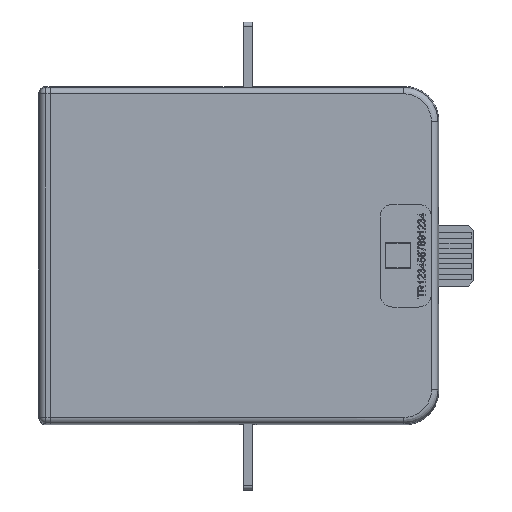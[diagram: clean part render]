
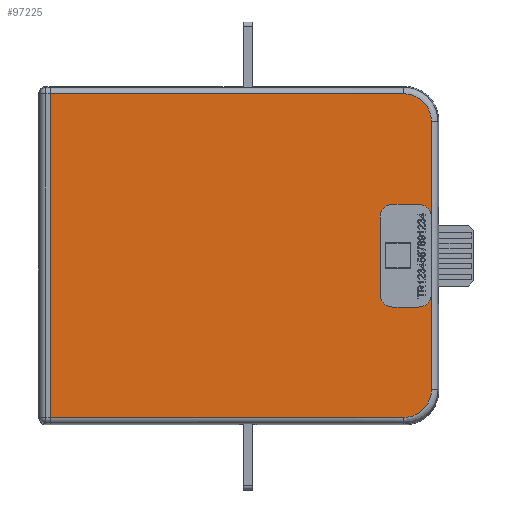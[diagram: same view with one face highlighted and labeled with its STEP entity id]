
A CAD part, top view. The second image highlights one B-rep face of the part: STEP entity #97225.
In plain terms, the highlighted face is planar.
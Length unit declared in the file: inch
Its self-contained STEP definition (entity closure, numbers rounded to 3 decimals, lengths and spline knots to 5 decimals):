
#7911 = EDGE_CURVE ( 'NONE', #10994, #45463, #15715, .T. ) ;
#8116 = DIRECTION ( 'NONE',  ( 0., 0., -1. ) ) ;
#8893 = CARTESIAN_POINT ( 'NONE',  ( 0., 1.57396, 1.56913 ) ) ;
#9866 = LINE ( 'NONE', #17813, #97827 ) ;
#9967 = CARTESIAN_POINT ( 'NONE',  ( 0., -1.57396, -1.86636 ) ) ;
#10066 =( BOUNDED_CURVE ( )  B_SPLINE_CURVE ( 3, ( #95009, #74002, #20079, #73006 ),
 .UNSPECIFIED., .F., .F. ) 
 B_SPLINE_CURVE_WITH_KNOTS ( ( 4, 4 ),
 ( 2.3568, 3.92638 ),
 .UNSPECIFIED. ) 
 CURVE ( )  GEOMETRIC_REPRESENTATION_ITEM ( )  RATIONAL_B_SPLINE_CURVE ( ( 1., 0.805, 0.805, 1. ) ) 
 REPRESENTATION_ITEM ( '' )  );
#10994 = VERTEX_POINT ( 'NONE', #51311 ) ;
#13243 = FACE_OUTER_BOUND ( 'NONE', #98667, .T. ) ;
#13711 = LINE ( 'NONE', #21643, #56690 ) ;
#15715 = LINE ( 'NONE', #32174, #54802 ) ;
#15941 = CARTESIAN_POINT ( 'NONE',  ( 0., -1.46223, 1.83896 ) ) ;
#16063 = PLANE ( 'NONE',  #23785 ) ;
#17813 = CARTESIAN_POINT ( 'NONE',  ( 0., 1.57396, 1.91 ) ) ;
#19515 = ORIENTED_EDGE ( 'NONE', *, *, #69932, .T. ) ;
#20079 = CARTESIAN_POINT ( 'NONE',  ( 0., 1.46223, 1.83896 ) ) ;
#21643 = CARTESIAN_POINT ( 'NONE',  ( 0., -1.57396, 1.91 ) ) ;
#22728 = VERTEX_POINT ( 'NONE', #67692 ) ;
#23785 = AXIS2_PLACEMENT_3D ( 'NONE', #43680, #74130, #8116 ) ;
#24522 = DIRECTION ( 'NONE',  ( 0., 1., 0. ) ) ;
#26671 = VECTOR ( 'NONE', #24522, 39.37008 ) ;
#29621 = ORIENTED_EDGE ( 'NONE', *, *, #82854, .T. ) ;
#32174 = CARTESIAN_POINT ( 'NONE',  ( 0., 1.645, -1.86636 ) ) ;
#32521 =( BOUNDED_CURVE ( )  B_SPLINE_CURVE ( 3, ( #47377, #15941, #77337, #71303 ),
 .UNSPECIFIED., .F., .F. ) 
 B_SPLINE_CURVE_WITH_KNOTS ( ( 4, 4 ),
 ( 2.3568, 3.92638 ),
 .UNSPECIFIED. ) 
 CURVE ( )  GEOMETRIC_REPRESENTATION_ITEM ( )  RATIONAL_B_SPLINE_CURVE ( ( 1., 0.805, 0.805, 1. ) ) 
 REPRESENTATION_ITEM ( '' )  );
#38143 = DIRECTION ( 'NONE',  ( 0., 0., 1. ) ) ;
#39026 = CARTESIAN_POINT ( 'NONE',  ( 0., 1.645, 1.83896 ) ) ;
#43680 = CARTESIAN_POINT ( 'NONE',  ( 0., 1.645, 1.91 ) ) ;
#45463 = VERTEX_POINT ( 'NONE', #9967 ) ;
#46558 = VERTEX_POINT ( 'NONE', #8893 ) ;
#47377 = CARTESIAN_POINT ( 'NONE',  ( 0., -1.30413, 1.83896 ) ) ;
#51311 = CARTESIAN_POINT ( 'NONE',  ( 0., 1.57396, -1.86636 ) ) ;
#54802 = VECTOR ( 'NONE', #76616, 39.37008 ) ;
#56690 = VECTOR ( 'NONE', #38143, 39.37008 ) ;
#56821 = EDGE_CURVE ( 'NONE', #46558, #71334, #10066, .T. ) ;
#57048 = EDGE_CURVE ( 'NONE', #22728, #71334, #85949, .T. ) ;
#63239 = DIRECTION ( 'NONE',  ( 0., 0., -1. ) ) ;
#64270 = CARTESIAN_POINT ( 'NONE',  ( 0., -1.57396, 1.56913 ) ) ;
#67446 = CARTESIAN_POINT ( 'NONE',  ( 0., 1.30413, 1.83896 ) ) ;
#67692 = CARTESIAN_POINT ( 'NONE',  ( 0., -1.30413, 1.83896 ) ) ;
#68078 = ORIENTED_EDGE ( 'NONE', *, *, #56821, .F. ) ;
#69932 = EDGE_CURVE ( 'NONE', #46558, #10994, #9866, .T. ) ;
#71303 = CARTESIAN_POINT ( 'NONE',  ( 0., -1.57396, 1.56913 ) ) ;
#71334 = VERTEX_POINT ( 'NONE', #67446 ) ;
#73006 = CARTESIAN_POINT ( 'NONE',  ( 0., 1.30413, 1.83896 ) ) ;
#74002 = CARTESIAN_POINT ( 'NONE',  ( 0., 1.57396, 1.72723 ) ) ;
#74130 = DIRECTION ( 'NONE',  ( 1., 0., 0. ) ) ;
#76148 = ORIENTED_EDGE ( 'NONE', *, *, #96747, .F. ) ;
#76616 = DIRECTION ( 'NONE',  ( 0., -1., 0. ) ) ;
#77337 = CARTESIAN_POINT ( 'NONE',  ( 0., -1.57396, 1.72723 ) ) ;
#82854 = EDGE_CURVE ( 'NONE', #45463, #84175, #13711, .T. ) ;
#84175 = VERTEX_POINT ( 'NONE', #64270 ) ;
#85949 = LINE ( 'NONE', #39026, #26671 ) ;
#95009 = CARTESIAN_POINT ( 'NONE',  ( 0., 1.57396, 1.56913 ) ) ;
#95518 = ORIENTED_EDGE ( 'NONE', *, *, #7911, .T. ) ;
#96747 = EDGE_CURVE ( 'NONE', #22728, #84175, #32521, .T. ) ;
#97225 = ADVANCED_FACE ( 'NONE', ( #13243 ), #16063, .F. ) ;
#97827 = VECTOR ( 'NONE', #63239, 39.37008 ) ;
#98667 = EDGE_LOOP ( 'NONE', ( #19515, #95518, #29621, #76148, #98768, #68078 ) ) ;
#98768 = ORIENTED_EDGE ( 'NONE', *, *, #57048, .T. ) ;
